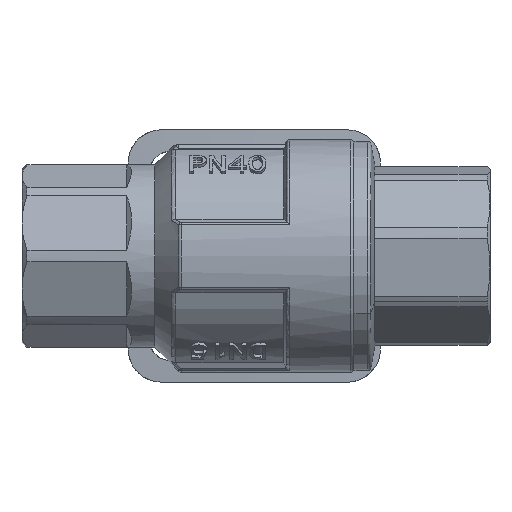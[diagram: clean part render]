
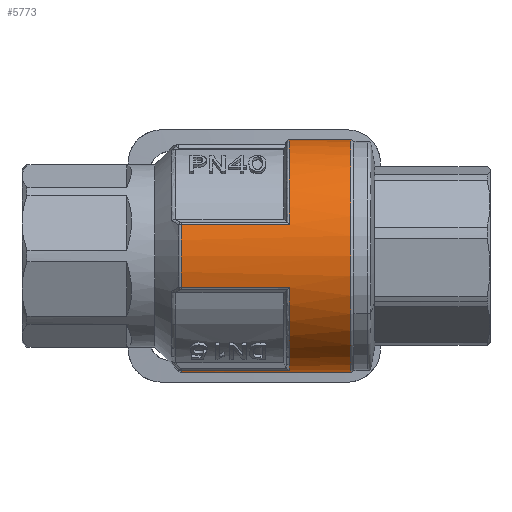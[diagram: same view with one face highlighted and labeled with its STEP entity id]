
A CAD part, left-side view. The second image highlights one B-rep face of the part: STEP entity #5773.
In plain terms, the highlighted cylindrical face has radius 17.5 mm (diameter 35 mm), a partial arc.
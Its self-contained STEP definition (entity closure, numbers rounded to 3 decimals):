
#2 = EDGE_CURVE ( 'NONE', #28236, #7395, #10727, .T. ) ;
#258 = ORIENTED_EDGE ( 'NONE', *, *, #1672, .T. ) ;
#1258 = EDGE_CURVE ( 'NONE', #18751, #7622, #23397, .T. ) ;
#1672 = EDGE_CURVE ( 'NONE', #24664, #28236, #12008, .T. ) ;
#1905 = AXIS2_PLACEMENT_3D ( 'NONE', #19341, #4053, #6973 ) ;
#2054 = AXIS2_PLACEMENT_3D ( 'NONE', #5529, #26325, #11762 ) ;
#2211 = CIRCLE ( 'NONE', #16400, 17.5 ) ;
#3256 = CARTESIAN_POINT ( 'NONE',  ( -16.839, 35., 4.765 ) ) ;
#3444 = EDGE_CURVE ( 'NONE', #3944, #18751, #23028, .T. ) ;
#3944 = VERTEX_POINT ( 'NONE', #23548 ) ;
#4053 = DIRECTION ( 'NONE',  ( 0., -1., 0. ) ) ;
#4601 = CARTESIAN_POINT ( 'NONE',  ( 0., 11.043, 0. ) ) ;
#5166 = AXIS2_PLACEMENT_3D ( 'NONE', #36463, #35950, #21827 ) ;
#5214 = CARTESIAN_POINT ( 'NONE',  ( 0., 35., -17.5 ) ) ;
#5257 = DIRECTION ( 'NONE',  ( 0., 0., -1. ) ) ;
#5477 = CARTESIAN_POINT ( 'NONE',  ( 0., 11.043, -17.5 ) ) ;
#5529 = CARTESIAN_POINT ( 'NONE',  ( 0., -14.5, 0. ) ) ;
#5773 = ADVANCED_FACE ( 'NONE', ( #32080 ), #25166, .T. ) ;
#6325 = EDGE_CURVE ( 'NONE', #27994, #30843, #22382, .T. ) ;
#6380 = CARTESIAN_POINT ( 'NONE',  ( -16.839, -5.289, -4.765 ) ) ;
#6679 = AXIS2_PLACEMENT_3D ( 'NONE', #4601, #24717, #16196 ) ;
#6973 = DIRECTION ( 'NONE',  ( 0., 0., -1. ) ) ;
#7289 = CARTESIAN_POINT ( 'NONE',  ( -2.986, 11.043, -17.243 ) ) ;
#7395 = VERTEX_POINT ( 'NONE', #13838 ) ;
#7622 = VERTEX_POINT ( 'NONE', #17543 ) ;
#7930 = VECTOR ( 'NONE', #9626, 1000. ) ;
#7939 = ORIENTED_EDGE ( 'NONE', *, *, #3444, .T. ) ;
#8057 = LINE ( 'NONE', #21765, #11310 ) ;
#8342 = DIRECTION ( 'NONE',  ( 0., -1., 0. ) ) ;
#8425 = DIRECTION ( 'NONE',  ( 0., 1., 0. ) ) ;
#9310 = VECTOR ( 'NONE', #34526, 1000. ) ;
#9364 = EDGE_CURVE ( 'NONE', #7395, #3944, #2211, .T. ) ;
#9626 = DIRECTION ( 'NONE',  ( 0., 1., 0. ) ) ;
#10594 = DIRECTION ( 'NONE',  ( 0., 0., 1. ) ) ;
#10727 = LINE ( 'NONE', #12753, #7930 ) ;
#11180 = ORIENTED_EDGE ( 'NONE', *, *, #9364, .T. ) ;
#11310 = VECTOR ( 'NONE', #18975, 1000. ) ;
#11473 = CARTESIAN_POINT ( 'NONE',  ( -2.986, -5.289, -17.243 ) ) ;
#11683 = EDGE_CURVE ( 'NONE', #24664, #34086, #29510, .T. ) ;
#11762 = DIRECTION ( 'NONE',  ( 0., 0., -1. ) ) ;
#12008 = CIRCLE ( 'NONE', #2054, 17.5 ) ;
#12753 = CARTESIAN_POINT ( 'NONE',  ( 0., 35., 17.5 ) ) ;
#13350 = EDGE_LOOP ( 'NONE', ( #35339, #258, #24975, #11180, #7939, #15788, #21422, #34146, #36927, #28704 ) ) ;
#13838 = CARTESIAN_POINT ( 'NONE',  ( 0., -5.289, 17.5 ) ) ;
#14273 = CARTESIAN_POINT ( 'NONE',  ( -16.839, 11.043, 4.765 ) ) ;
#15788 = ORIENTED_EDGE ( 'NONE', *, *, #1258, .T. ) ;
#16070 = EDGE_CURVE ( 'NONE', #32124, #34086, #31410, .T. ) ;
#16196 = DIRECTION ( 'NONE',  ( 0., 0., -1. ) ) ;
#16400 = AXIS2_PLACEMENT_3D ( 'NONE', #25666, #8342, #5257 ) ;
#16890 = CARTESIAN_POINT ( 'NONE',  ( -2.986, 35., -17.243 ) ) ;
#17011 = CARTESIAN_POINT ( 'NONE',  ( 0., 35., 0. ) ) ;
#17543 = CARTESIAN_POINT ( 'NONE',  ( -16.839, 11.043, -4.765 ) ) ;
#18751 = VERTEX_POINT ( 'NONE', #14273 ) ;
#18975 = DIRECTION ( 'NONE',  ( 0., -1., 0. ) ) ;
#19341 = CARTESIAN_POINT ( 'NONE',  ( 0., 11.043, 0. ) ) ;
#21422 = ORIENTED_EDGE ( 'NONE', *, *, #34116, .T. ) ;
#21765 = CARTESIAN_POINT ( 'NONE',  ( -16.839, 35., -4.765 ) ) ;
#21827 = DIRECTION ( 'NONE',  ( 0., 0., -1. ) ) ;
#22382 = CIRCLE ( 'NONE', #5166, 17.5 ) ;
#22830 = CARTESIAN_POINT ( 'NONE',  ( 0., -14.5, 17.5 ) ) ;
#23028 = LINE ( 'NONE', #3256, #35933 ) ;
#23053 = VECTOR ( 'NONE', #8425, 1000. ) ;
#23397 = CIRCLE ( 'NONE', #6679, 17.5 ) ;
#23548 = CARTESIAN_POINT ( 'NONE',  ( -16.839, -5.289, 4.765 ) ) ;
#23639 = DIRECTION ( 'NONE',  ( 0., 1., 0. ) ) ;
#24664 = VERTEX_POINT ( 'NONE', #37553 ) ;
#24717 = DIRECTION ( 'NONE',  ( 0., -1., 0. ) ) ;
#24975 = ORIENTED_EDGE ( 'NONE', *, *, #2, .T. ) ;
#25166 = CYLINDRICAL_SURFACE ( 'NONE', #34426, 17.5 ) ;
#25666 = CARTESIAN_POINT ( 'NONE',  ( 0., -5.289, 0. ) ) ;
#26325 = DIRECTION ( 'NONE',  ( 0., 1., 0. ) ) ;
#27994 = VERTEX_POINT ( 'NONE', #6380 ) ;
#28236 = VERTEX_POINT ( 'NONE', #22830 ) ;
#28278 = EDGE_CURVE ( 'NONE', #30843, #32124, #36868, .T. ) ;
#28704 = ORIENTED_EDGE ( 'NONE', *, *, #16070, .T. ) ;
#29510 = LINE ( 'NONE', #5214, #23053 ) ;
#30843 = VERTEX_POINT ( 'NONE', #11473 ) ;
#31140 = DIRECTION ( 'NONE',  ( 0., 1., 0. ) ) ;
#31410 = CIRCLE ( 'NONE', #1905, 17.5 ) ;
#32080 = FACE_OUTER_BOUND ( 'NONE', #13350, .T. ) ;
#32124 = VERTEX_POINT ( 'NONE', #7289 ) ;
#34086 = VERTEX_POINT ( 'NONE', #5477 ) ;
#34116 = EDGE_CURVE ( 'NONE', #7622, #27994, #8057, .T. ) ;
#34146 = ORIENTED_EDGE ( 'NONE', *, *, #6325, .T. ) ;
#34426 = AXIS2_PLACEMENT_3D ( 'NONE', #17011, #31140, #10594 ) ;
#34526 = DIRECTION ( 'NONE',  ( 0., 1., 0. ) ) ;
#35339 = ORIENTED_EDGE ( 'NONE', *, *, #11683, .F. ) ;
#35933 = VECTOR ( 'NONE', #23639, 1000. ) ;
#35950 = DIRECTION ( 'NONE',  ( 0., -1., 0. ) ) ;
#36463 = CARTESIAN_POINT ( 'NONE',  ( 0., -5.289, 0. ) ) ;
#36868 = LINE ( 'NONE', #16890, #9310 ) ;
#36927 = ORIENTED_EDGE ( 'NONE', *, *, #28278, .T. ) ;
#37553 = CARTESIAN_POINT ( 'NONE',  ( 0., -14.5, -17.5 ) ) ;
